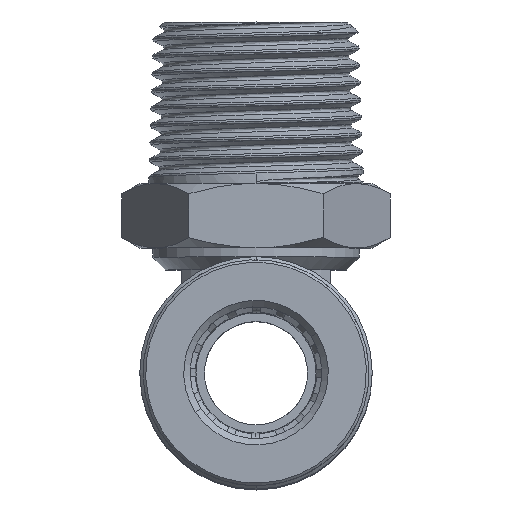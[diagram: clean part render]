
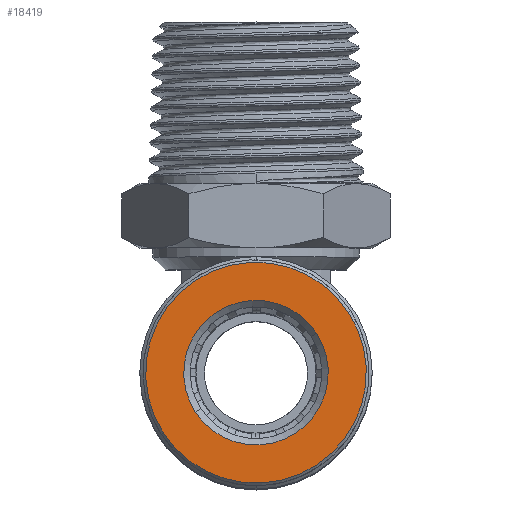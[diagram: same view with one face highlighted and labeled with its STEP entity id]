
A CAD part, top view. The second image highlights one B-rep face of the part: STEP entity #18419.
In plain terms, the highlighted planar face has unit normal (0, 0, 1).
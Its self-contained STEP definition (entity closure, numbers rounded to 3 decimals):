
#636 = CARTESIAN_POINT ( 'NONE',  ( 0., 0., 19.22 ) ) ;
#782 = CARTESIAN_POINT ( 'NONE',  ( 0., 0., 19.22 ) ) ;
#2466 = CIRCLE ( 'NONE', #31877, 5.6 ) ;
#2488 = FACE_OUTER_BOUND ( 'NONE', #15196, .T. ) ;
#2991 = VERTEX_POINT ( 'NONE', #19336 ) ;
#5130 = DIRECTION ( 'NONE',  ( 0.837, 0.548, 0. ) ) ;
#5279 = DIRECTION ( 'NONE',  ( 0.837, 0.548, 0. ) ) ;
#5600 = CARTESIAN_POINT ( 'NONE',  ( -7.154, -4.682, 19.22 ) ) ;
#8029 = ORIENTED_EDGE ( 'NONE', *, *, #39228, .T. ) ;
#8681 = AXIS2_PLACEMENT_3D ( 'NONE', #42748, #15960, #47243 ) ;
#8793 = AXIS2_PLACEMENT_3D ( 'NONE', #17881, #49156, #22398 ) ;
#10461 = ORIENTED_EDGE ( 'NONE', *, *, #24017, .T. ) ;
#11175 = VERTEX_POINT ( 'NONE', #57755 ) ;
#11825 = VERTEX_POINT ( 'NONE', #28011 ) ;
#13315 = AXIS2_PLACEMENT_3D ( 'NONE', #44565, #17772, #49043 ) ;
#13430 = EDGE_LOOP ( 'NONE', ( #10461, #29717 ) ) ;
#15196 = EDGE_LOOP ( 'NONE', ( #8029, #46364 ) ) ;
#15960 = DIRECTION ( 'NONE',  ( 0., 0., 1. ) ) ;
#17772 = DIRECTION ( 'NONE',  ( 0., 0., 1. ) ) ;
#17881 = CARTESIAN_POINT ( 'NONE',  ( 0., 0., 19.22 ) ) ;
#18419 = ADVANCED_FACE ( 'NONE', ( #27743, #2488 ), #26723, .T. ) ;
#19336 = CARTESIAN_POINT ( 'NONE',  ( -4.686, -3.067, 19.22 ) ) ;
#22398 = DIRECTION ( 'NONE',  ( 0.837, 0.548, 0. ) ) ;
#23496 = VERTEX_POINT ( 'NONE', #5600 ) ;
#24017 = EDGE_CURVE ( 'NONE', #11825, #2991, #2466, .T. ) ;
#25556 = CIRCLE ( 'NONE', #13315, 8.55 ) ;
#26723 = PLANE ( 'NONE',  #8793 ) ;
#27743 = FACE_BOUND ( 'NONE', #13430, .T. ) ;
#28011 = CARTESIAN_POINT ( 'NONE',  ( 4.686, 3.067, 19.22 ) ) ;
#29717 = ORIENTED_EDGE ( 'NONE', *, *, #46971, .T. ) ;
#31473 = EDGE_CURVE ( 'NONE', #11175, #23496, #48311, .T. ) ;
#31877 = AXIS2_PLACEMENT_3D ( 'NONE', #636, #32057, #5130 ) ;
#32057 = DIRECTION ( 'NONE',  ( 0., 0., -1. ) ) ;
#32209 = DIRECTION ( 'NONE',  ( 0., 0., -1. ) ) ;
#36541 = CIRCLE ( 'NONE', #38381, 5.6 ) ;
#38381 = AXIS2_PLACEMENT_3D ( 'NONE', #782, #32209, #5279 ) ;
#39228 = EDGE_CURVE ( 'NONE', #23496, #11175, #25556, .T. ) ;
#42748 = CARTESIAN_POINT ( 'NONE',  ( 0., 0., 19.22 ) ) ;
#44565 = CARTESIAN_POINT ( 'NONE',  ( 0., 0., 19.22 ) ) ;
#46364 = ORIENTED_EDGE ( 'NONE', *, *, #31473, .T. ) ;
#46971 = EDGE_CURVE ( 'NONE', #2991, #11825, #36541, .T. ) ;
#47243 = DIRECTION ( 'NONE',  ( -0.837, -0.548, 0. ) ) ;
#48311 = CIRCLE ( 'NONE', #8681, 8.55 ) ;
#49043 = DIRECTION ( 'NONE',  ( -0.837, -0.548, 0. ) ) ;
#49156 = DIRECTION ( 'NONE',  ( 0., 0., 1. ) ) ;
#57755 = CARTESIAN_POINT ( 'NONE',  ( 7.154, 4.682, 19.22 ) ) ;
